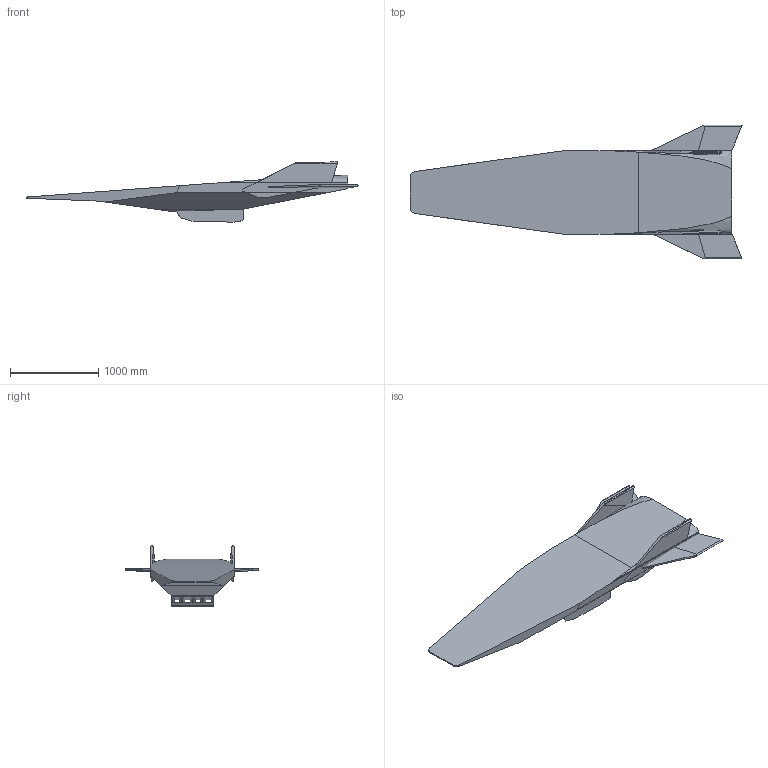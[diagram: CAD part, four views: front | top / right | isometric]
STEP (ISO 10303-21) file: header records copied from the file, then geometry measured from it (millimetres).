
FILE_DESCRIPTION(/* description */ (''),/* implementation_level */ '2;1');
FILE_NAME(/* name */ 'x-43a_assembly v9.step',/* time_stamp */ '2021-12-25T16:11:21-05:00',/* author */ (''),/* organization */ (''),/* preprocessor_version */ 'ST-DEVELOPER v18.1',/* originating_system */ 'Autodesk Translation Framework v10.10.0.1391',/* authorisation */ '');
FILE_SCHEMA (('AUTOMOTIVE_DESIGN { 1 0 10303 214 3 1 1 }'));
Length unit declared in the file: foot
Products named in the file (5): x-43a_assembly; body; Downey-X-43A_stabilizer; Downey-X-43A_wings; Downey-X-43A_scram_jet
Assembly tree (4 placements, depth 2):
  x-43a_assembly
    body
    Downey-X-43A_stabilizer
    Downey-X-43A_wings
    Downey-X-43A_scram_jet
Bounding box: 3765.21 x 1514.92 x 682.75 mm (x, y, z)
Volume: 779125168.4 mm3; surface area: 14203743.4 mm2
Topology: 4 solids, 4 shells, 138 faces, 386 edges, 248 vertices
Faces by surface type: plane 115, cylinder 20, bspline 3
Entity records: 4881 total; most frequent: CARTESIAN_POINT 1148, ORIENTED_EDGE 772, DIRECTION 713, EDGE_CURVE 386, LINE 331, VECTOR 331, VERTEX_POINT 248, AXIS2_PLACEMENT_3D 191
